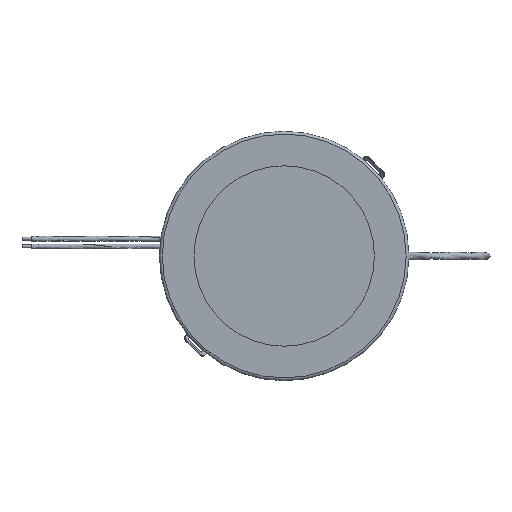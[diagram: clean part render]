
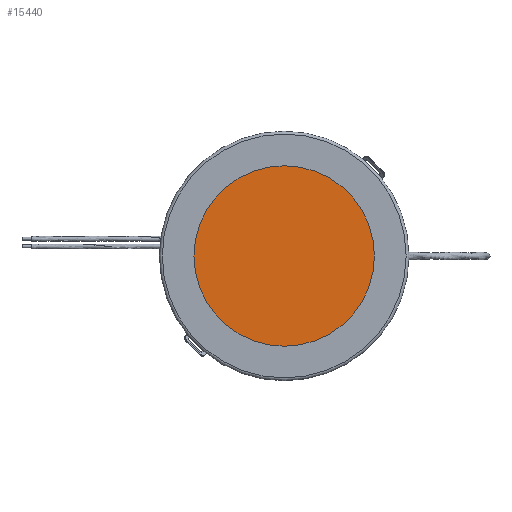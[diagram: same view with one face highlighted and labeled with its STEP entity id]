
A CAD part, front view. The second image highlights one B-rep face of the part: STEP entity #15440.
In plain terms, the highlighted planar face has unit normal (0, -1, 0).
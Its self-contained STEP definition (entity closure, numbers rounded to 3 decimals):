
#1763 = EDGE_LOOP ( 'NONE', ( #15086 ) ) ;
#2287 = VERTEX_POINT ( 'NONE', #2817 ) ;
#2817 = CARTESIAN_POINT ( 'NONE',  ( 0., 1.5, 47. ) ) ;
#3790 = AXIS2_PLACEMENT_3D ( 'NONE', #7013, #17677, #8509 ) ;
#4003 = PLANE ( 'NONE',  #3790 ) ;
#4693 = EDGE_CURVE ( 'NONE', #2287, #2287, #15995, .T. ) ;
#7013 = CARTESIAN_POINT ( 'NONE',  ( 0., 1.5, 0. ) ) ;
#8509 = DIRECTION ( 'NONE',  ( 0., 0., 1. ) ) ;
#9060 = CARTESIAN_POINT ( 'NONE',  ( 0., 1.5, 0. ) ) ;
#10593 = DIRECTION ( 'NONE',  ( 0., 0., 1. ) ) ;
#12724 = AXIS2_PLACEMENT_3D ( 'NONE', #9060, #19825, #10593 ) ;
#15086 = ORIENTED_EDGE ( 'NONE', *, *, #4693, .F. ) ;
#15440 = ADVANCED_FACE ( 'NONE', ( #18249 ), #4003, .F. ) ;
#15995 = CIRCLE ( 'NONE', #12724, 47. ) ;
#17677 = DIRECTION ( 'NONE',  ( 0., 1., 0. ) ) ;
#18249 = FACE_OUTER_BOUND ( 'NONE', #1763, .T. ) ;
#19825 = DIRECTION ( 'NONE',  ( 0., 1., 0. ) ) ;
